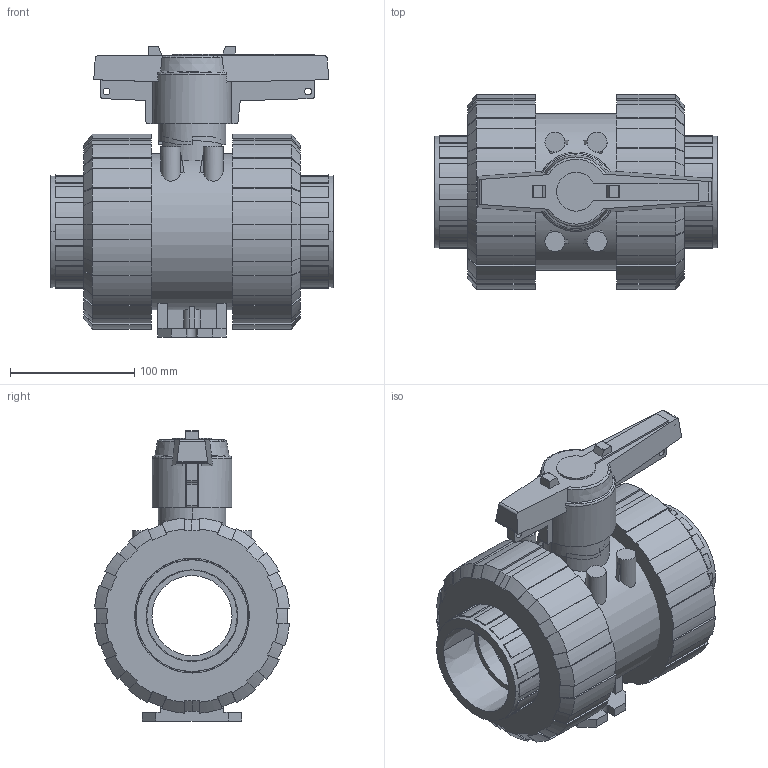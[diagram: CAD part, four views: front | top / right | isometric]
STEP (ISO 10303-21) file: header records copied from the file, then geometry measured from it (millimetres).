
FILE_DESCRIPTION(('STEP AP214'),'1');
FILE_NAME('cctmp_4FF09EF9-3BE8-4B21-A31E-626398C3CAD1_2021_10_21_12_36_08_0570..stp','2021-10-21T10:36:08',('Praher Valves GmbH'),('CADClick - www.CADClick.com'),'Spatial InterOp 3D',' ','unknown authorization');
FILE_SCHEMA(('AUTOMOTIVE_DESIGN'));
Length unit declared in the file: millimetre
Products named in the file (7): cc_unnamed; 124292_5; 124292_4; 124292_3; 124292_2; 124292_1; 124292
Assembly tree (6 placements, depth 2):
  cc_unnamed
    124292_5
    124292_4
    124292_3
    124292_2
    124292_1
    124292
Bounding box: 227.7 x 157.02 x 233.83 mm (x, y, z)
Volume: 2771022.9 mm3; surface area: 392111.4 mm2
Topology: 6 solids, 6 shells, 580 faces, 1669 edges, 1112 vertices
Faces by surface type: plane 320, cylinder 168, cone 84, torus 8
Entity records: 24518 total; most frequent: CARTESIAN_POINT 4391, ORIENTED_EDGE 3338, DIRECTION 3215, EDGE_CURVE 1669, AXIS2_PLACEMENT_3D 1151, VERTEX_POINT 1112, LINE 913, VECTOR 913
